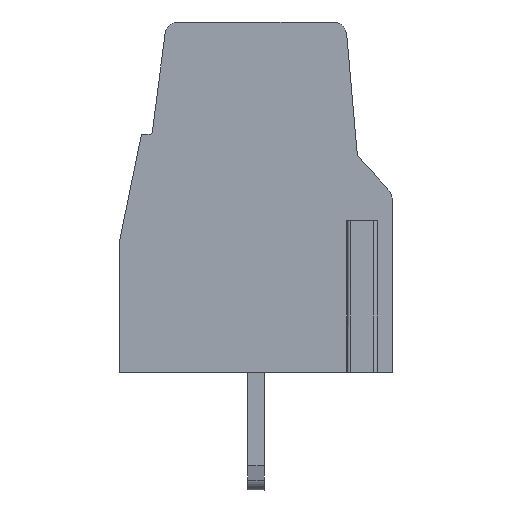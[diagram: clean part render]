
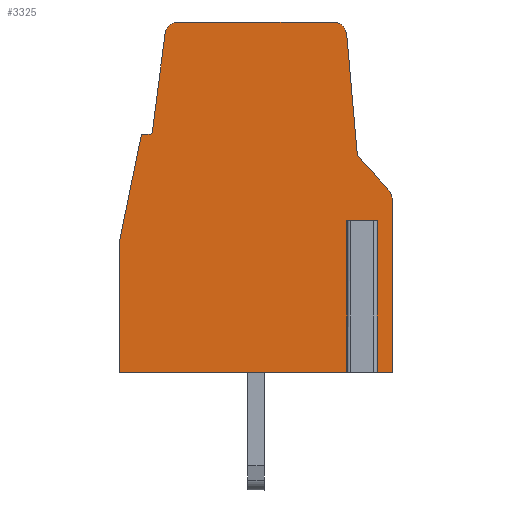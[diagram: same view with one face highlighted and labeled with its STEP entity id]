
A CAD part, left-side view. The second image highlights one B-rep face of the part: STEP entity #3325.
In plain terms, the highlighted planar face has unit normal (-1, 0, 0).
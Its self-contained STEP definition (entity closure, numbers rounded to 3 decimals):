
#1876=AXIS2_PLACEMENT_3D('Circle Axis2P3D',#1874,#1875,$) ;
#1930=AXIS2_PLACEMENT_3D('Circle Axis2P3D',#1928,#1929,$) ;
#2142=AXIS2_PLACEMENT_3D('Circle Axis2P3D',#2140,#2141,$) ;
#2253=AXIS2_PLACEMENT_3D('Circle Axis2P3D',#2251,#2252,$) ;
#3285=AXIS2_PLACEMENT_3D('Plane Axis2P3D',#3282,#3283,#3284) ;
#40=CARTESIAN_POINT('Vertex',(0.5,8.1,3.5)) ;
#126=CARTESIAN_POINT('Vertex',(0.5,0.,3.5)) ;
#129=CARTESIAN_POINT('Line Origine',(0.5,0.226,3.5)) ;
#133=CARTESIAN_POINT('Vertex',(0.5,0.452,3.5)) ;
#258=CARTESIAN_POINT('Vertex',(0.5,1.348,3.5)) ;
#261=CARTESIAN_POINT('Line Origine',(0.5,4.724,3.5)) ;
#308=CARTESIAN_POINT('Line Origine',(0.5,8.1,5.45)) ;
#312=CARTESIAN_POINT('Vertex',(0.5,8.1,7.4)) ;
#922=CARTESIAN_POINT('Vertex',(0.5,0.,8.598)) ;
#925=CARTESIAN_POINT('Line Origine',(0.5,0.,6.049)) ;
#1292=CARTESIAN_POINT('Line Origine',(0.5,7.776,8.98)) ;
#1296=CARTESIAN_POINT('Vertex',(0.5,7.451,10.56)) ;
#1817=CARTESIAN_POINT('Line Origine',(0.5,7.339,10.56)) ;
#1821=CARTESIAN_POINT('Vertex',(0.5,7.227,10.56)) ;
#1874=CARTESIAN_POINT('Axis2P3D Location',(0.5,7.227,10.66)) ;
#1878=CARTESIAN_POINT('Vertex',(0.5,7.128,10.647)) ;
#1903=CARTESIAN_POINT('Line Origine',(0.5,6.939,12.099)) ;
#1907=CARTESIAN_POINT('Vertex',(0.5,6.751,13.552)) ;
#1928=CARTESIAN_POINT('Axis2P3D Location',(0.5,6.354,13.5)) ;
#1932=CARTESIAN_POINT('Vertex',(0.5,6.354,13.9)) ;
#1985=CARTESIAN_POINT('Line Origine',(0.5,4.054,13.9)) ;
#1989=CARTESIAN_POINT('Vertex',(0.5,1.754,13.9)) ;
#2140=CARTESIAN_POINT('Axis2P3D Location',(0.5,1.754,13.5)) ;
#2144=CARTESIAN_POINT('Vertex',(0.5,1.356,13.535)) ;
#2197=CARTESIAN_POINT('Line Origine',(0.5,1.198,11.731)) ;
#2201=CARTESIAN_POINT('Vertex',(0.5,1.04,9.927)) ;
#2226=CARTESIAN_POINT('Line Origine',(0.5,0.586,9.433)) ;
#2230=CARTESIAN_POINT('Vertex',(0.5,0.132,8.938)) ;
#2251=CARTESIAN_POINT('Axis2P3D Location',(0.5,0.505,8.598)) ;
#3282=CARTESIAN_POINT('Axis2P3D Location',(0.5,0.,0.)) ;
#3287=CARTESIAN_POINT('Line Origine',(0.5,1.348,5.75)) ;
#3291=CARTESIAN_POINT('Vertex',(0.5,1.348,8.)) ;
#3294=CARTESIAN_POINT('Line Origine',(0.5,0.9,8.)) ;
#3298=CARTESIAN_POINT('Vertex',(0.5,0.452,8.)) ;
#3301=CARTESIAN_POINT('Line Origine',(0.5,0.452,5.75)) ;
#130=DIRECTION('Vector Direction',(0.,1.,0.)) ;
#262=DIRECTION('Vector Direction',(0.,1.,0.)) ;
#309=DIRECTION('Vector Direction',(0.,0.,1.)) ;
#926=DIRECTION('Vector Direction',(0.,0.,-1.)) ;
#1293=DIRECTION('Vector Direction',(0.,-0.201,0.98)) ;
#1818=DIRECTION('Vector Direction',(0.,-1.,0.)) ;
#1875=DIRECTION('Axis2P3D Direction',(-1.,-0.,0.)) ;
#1904=DIRECTION('Vector Direction',(0.,-0.129,0.992)) ;
#1929=DIRECTION('Axis2P3D Direction',(-1.,0.,0.)) ;
#1986=DIRECTION('Vector Direction',(0.,-1.,0.)) ;
#2141=DIRECTION('Axis2P3D Direction',(-1.,0.,0.)) ;
#2198=DIRECTION('Vector Direction',(0.,-0.087,-0.996)) ;
#2227=DIRECTION('Vector Direction',(0.,-0.677,-0.736)) ;
#2252=DIRECTION('Axis2P3D Direction',(-1.,0.,0.)) ;
#3283=DIRECTION('Axis2P3D Direction',(-1.,0.,0.)) ;
#3284=DIRECTION('Axis2P3D XDirection',(0.,0.,1.)) ;
#3288=DIRECTION('Vector Direction',(0.,0.,1.)) ;
#3295=DIRECTION('Vector Direction',(0.,-1.,0.)) ;
#3302=DIRECTION('Vector Direction',(0.,0.,1.)) ;
#131=VECTOR('Line Direction',#130,1.) ;
#263=VECTOR('Line Direction',#262,1.) ;
#310=VECTOR('Line Direction',#309,1.) ;
#927=VECTOR('Line Direction',#926,1.) ;
#1294=VECTOR('Line Direction',#1293,1.) ;
#1819=VECTOR('Line Direction',#1818,1.) ;
#1905=VECTOR('Line Direction',#1904,1.) ;
#1987=VECTOR('Line Direction',#1986,1.) ;
#2199=VECTOR('Line Direction',#2198,1.) ;
#2228=VECTOR('Line Direction',#2227,1.) ;
#3289=VECTOR('Line Direction',#3288,1.) ;
#3296=VECTOR('Line Direction',#3295,1.) ;
#3303=VECTOR('Line Direction',#3302,1.) ;
#3307=ORIENTED_EDGE('',*,*,#135,.T.) ;
#3308=ORIENTED_EDGE('',*,*,#929,.T.) ;
#3309=ORIENTED_EDGE('',*,*,#2255,.T.) ;
#3310=ORIENTED_EDGE('',*,*,#2232,.T.) ;
#3311=ORIENTED_EDGE('',*,*,#2203,.T.) ;
#3312=ORIENTED_EDGE('',*,*,#2146,.T.) ;
#3313=ORIENTED_EDGE('',*,*,#1991,.T.) ;
#3314=ORIENTED_EDGE('',*,*,#1934,.T.) ;
#3315=ORIENTED_EDGE('',*,*,#1909,.T.) ;
#3316=ORIENTED_EDGE('',*,*,#1880,.T.) ;
#3317=ORIENTED_EDGE('',*,*,#1823,.T.) ;
#3318=ORIENTED_EDGE('',*,*,#1298,.T.) ;
#3319=ORIENTED_EDGE('',*,*,#314,.T.) ;
#3320=ORIENTED_EDGE('',*,*,#265,.T.) ;
#3321=ORIENTED_EDGE('',*,*,#3293,.T.) ;
#3322=ORIENTED_EDGE('',*,*,#3300,.F.) ;
#3323=ORIENTED_EDGE('',*,*,#3305,.F.) ;
#3325=ADVANCED_FACE('HOUSING',(#3324),#3286,.T.) ;
#1877=CIRCLE('generated circle',#1876,0.1) ;
#1931=CIRCLE('generated circle',#1930,0.4) ;
#2143=CIRCLE('generated circle',#2142,0.4) ;
#2254=CIRCLE('generated circle',#2253,0.505) ;
#135=EDGE_CURVE('',#134,#127,#132,.F.) ;
#265=EDGE_CURVE('',#41,#259,#264,.F.) ;
#314=EDGE_CURVE('',#313,#41,#311,.F.) ;
#929=EDGE_CURVE('',#127,#923,#928,.F.) ;
#1298=EDGE_CURVE('',#1297,#313,#1295,.F.) ;
#1823=EDGE_CURVE('',#1822,#1297,#1820,.F.) ;
#1880=EDGE_CURVE('',#1879,#1822,#1877,.F.) ;
#1909=EDGE_CURVE('',#1908,#1879,#1906,.F.) ;
#1934=EDGE_CURVE('',#1933,#1908,#1931,.T.) ;
#1991=EDGE_CURVE('',#1990,#1933,#1988,.F.) ;
#2146=EDGE_CURVE('',#2145,#1990,#2143,.T.) ;
#2203=EDGE_CURVE('',#2202,#2145,#2200,.F.) ;
#2232=EDGE_CURVE('',#2231,#2202,#2229,.F.) ;
#2255=EDGE_CURVE('',#923,#2231,#2254,.T.) ;
#3293=EDGE_CURVE('',#259,#3292,#3290,.T.) ;
#3300=EDGE_CURVE('',#3299,#3292,#3297,.F.) ;
#3305=EDGE_CURVE('',#134,#3299,#3304,.T.) ;
#3306=EDGE_LOOP('',(#3307,#3308,#3309,#3310,#3311,#3312,#3313,#3314,#3315,#3316,#3317,#3318,#3319,#3320,#3321,#3322,#3323)) ;
#3324=FACE_OUTER_BOUND('',#3306,.T.) ;
#132=LINE('Line',#129,#131) ;
#264=LINE('Line',#261,#263) ;
#311=LINE('Line',#308,#310) ;
#928=LINE('Line',#925,#927) ;
#1295=LINE('Line',#1292,#1294) ;
#1820=LINE('Line',#1817,#1819) ;
#1906=LINE('Line',#1903,#1905) ;
#1988=LINE('Line',#1985,#1987) ;
#2200=LINE('Line',#2197,#2199) ;
#2229=LINE('Line',#2226,#2228) ;
#3290=LINE('Line',#3287,#3289) ;
#3297=LINE('Line',#3294,#3296) ;
#3304=LINE('Line',#3301,#3303) ;
#3286=PLANE('',#3285) ;
#41=VERTEX_POINT('',#40) ;
#127=VERTEX_POINT('',#126) ;
#134=VERTEX_POINT('',#133) ;
#259=VERTEX_POINT('',#258) ;
#313=VERTEX_POINT('',#312) ;
#923=VERTEX_POINT('',#922) ;
#1297=VERTEX_POINT('',#1296) ;
#1822=VERTEX_POINT('',#1821) ;
#1879=VERTEX_POINT('',#1878) ;
#1908=VERTEX_POINT('',#1907) ;
#1933=VERTEX_POINT('',#1932) ;
#1990=VERTEX_POINT('',#1989) ;
#2145=VERTEX_POINT('',#2144) ;
#2202=VERTEX_POINT('',#2201) ;
#2231=VERTEX_POINT('',#2230) ;
#3292=VERTEX_POINT('',#3291) ;
#3299=VERTEX_POINT('',#3298) ;
